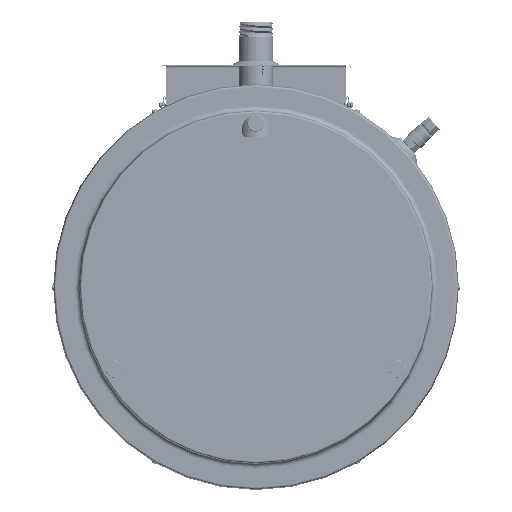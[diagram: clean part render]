
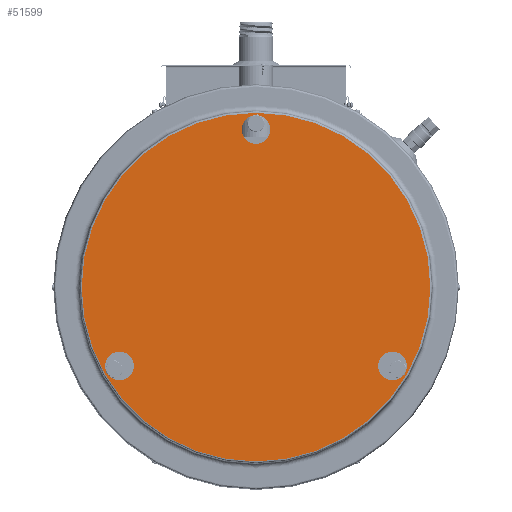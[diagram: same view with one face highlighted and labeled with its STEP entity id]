
A CAD part, front view. The second image highlights one B-rep face of the part: STEP entity #51599.
In plain terms, the highlighted planar face has unit normal (0, -1, 0).
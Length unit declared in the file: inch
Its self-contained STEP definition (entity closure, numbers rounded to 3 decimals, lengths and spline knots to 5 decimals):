
#17 = AXIS2_PLACEMENT_3D ( 'NONE', #9193, #58827, #93057 ) ;
#513 = EDGE_CURVE ( 'NONE', #72724, #72724, #144963, .T. ) ;
#2584 = CIRCLE ( 'NONE', #17, 1. ) ;
#6485 = VERTEX_POINT ( 'NONE', #118753 ) ;
#7302 = VERTEX_POINT ( 'NONE', #73793 ) ;
#9193 = CARTESIAN_POINT ( 'NONE',  ( 9.52628, -0.5299, -5.5 ) ) ;
#29299 = DIRECTION ( 'NONE',  ( 0., -1., 0. ) ) ;
#32244 = AXIS2_PLACEMENT_3D ( 'NONE', #86682, #124054, #100385 ) ;
#32689 = ORIENTED_EDGE ( 'NONE', *, *, #513, .T. ) ;
#35425 = DIRECTION ( 'NONE',  ( 0., 1., 0. ) ) ;
#42545 = FACE_BOUND ( 'NONE', #62713, .T. ) ;
#51599 = ADVANCED_FACE ( 'NONE', ( #76812, #53114, #42545, #151715 ), #92190, .T. ) ;
#53114 = FACE_BOUND ( 'NONE', #80965, .T. ) ;
#53939 = EDGE_CURVE ( 'NONE', #69160, #69160, #84314, .T. ) ;
#58827 = DIRECTION ( 'NONE',  ( 0., 1., 0. ) ) ;
#61099 = EDGE_LOOP ( 'NONE', ( #32689 ) ) ;
#62713 = EDGE_LOOP ( 'NONE', ( #139279 ) ) ;
#69160 = VERTEX_POINT ( 'NONE', #119496 ) ;
#71935 = CARTESIAN_POINT ( 'NONE',  ( 0., -0.5299, 12.16318 ) ) ;
#72724 = VERTEX_POINT ( 'NONE', #71935 ) ;
#73793 = CARTESIAN_POINT ( 'NONE',  ( 9.52628, -0.5299, -4.5 ) ) ;
#76812 = FACE_BOUND ( 'NONE', #124905, .T. ) ;
#78356 = CIRCLE ( 'NONE', #130375, 1. ) ;
#80965 = EDGE_LOOP ( 'NONE', ( #160386 ) ) ;
#83191 = EDGE_CURVE ( 'NONE', #6485, #6485, #78356, .T. ) ;
#83444 = EDGE_CURVE ( 'NONE', #7302, #7302, #2584, .T. ) ;
#84314 = CIRCLE ( 'NONE', #32244, 1. ) ;
#85087 = DIRECTION ( 'NONE',  ( 0., 0., 1. ) ) ;
#86682 = CARTESIAN_POINT ( 'NONE',  ( 0., -0.5299, 11. ) ) ;
#92190 = PLANE ( 'NONE',  #148813 ) ;
#93057 = DIRECTION ( 'NONE',  ( 0., 0., 1. ) ) ;
#94586 = CARTESIAN_POINT ( 'NONE',  ( 0., -0.5299, 0. ) ) ;
#97969 = CARTESIAN_POINT ( 'NONE',  ( -9.52628, -0.5299, -5.5 ) ) ;
#100385 = DIRECTION ( 'NONE',  ( 0., 0., 1. ) ) ;
#108128 = ORIENTED_EDGE ( 'NONE', *, *, #83444, .T. ) ;
#113877 = DIRECTION ( 'NONE',  ( 0., 0., 1. ) ) ;
#118160 = DIRECTION ( 'NONE',  ( 0., -1., 0. ) ) ;
#118753 = CARTESIAN_POINT ( 'NONE',  ( -9.52628, -0.5299, -4.5 ) ) ;
#119496 = CARTESIAN_POINT ( 'NONE',  ( 0., -0.5299, 12. ) ) ;
#124054 = DIRECTION ( 'NONE',  ( 0., 1., 0. ) ) ;
#124905 = EDGE_LOOP ( 'NONE', ( #108128 ) ) ;
#130375 = AXIS2_PLACEMENT_3D ( 'NONE', #97969, #35425, #85087 ) ;
#139279 = ORIENTED_EDGE ( 'NONE', *, *, #53939, .T. ) ;
#140864 = CARTESIAN_POINT ( 'NONE',  ( 0., -0.5299, 0. ) ) ;
#144963 = CIRCLE ( 'NONE', #149083, 12.16318 ) ;
#145113 = DIRECTION ( 'NONE',  ( 0., 0., 1. ) ) ;
#148813 = AXIS2_PLACEMENT_3D ( 'NONE', #94586, #118160, #145113 ) ;
#149083 = AXIS2_PLACEMENT_3D ( 'NONE', #140864, #29299, #113877 ) ;
#151715 = FACE_OUTER_BOUND ( 'NONE', #61099, .T. ) ;
#160386 = ORIENTED_EDGE ( 'NONE', *, *, #83191, .T. ) ;
